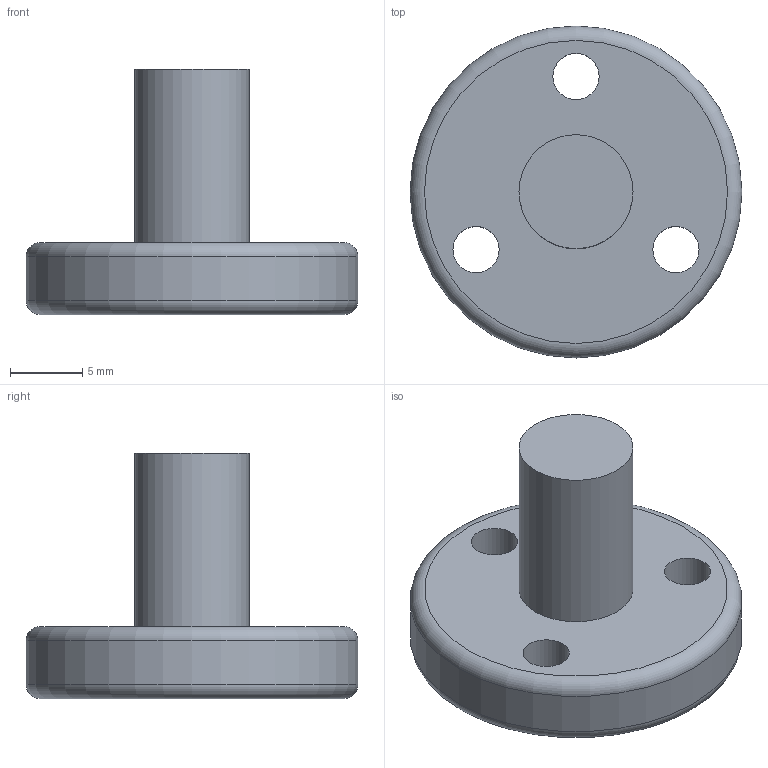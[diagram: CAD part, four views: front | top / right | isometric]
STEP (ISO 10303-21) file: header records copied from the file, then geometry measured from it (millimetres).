
FILE_DESCRIPTION(/* description */ (''),/* implementation_level */ '2;1');
FILE_NAME(/* name */ '5. Eixo de suporte.stp',/* time_stamp */ '2025-04-23T17:10:45-03:00',/* author */ ('erikg'),/* organization */ (''),/* preprocessor_version */ 'ST-DEVELOPER v20',/* originating_system */ 'Autodesk Inventor 2025',/* authorisation */ '');
FILE_SCHEMA (('AUTOMOTIVE_DESIGN { 1 0 10303 214 3 1 1 }'));
Length unit declared in the file: millimetre
Products named in the file (1): Eixo de suporte II
Bounding box: 23 x 23 x 17 mm (x, y, z)
Volume: 2514.5 mm3; surface area: 1529.7 mm2
Topology: 1 solids, 1 shells, 10 faces, 19 edges, 12 vertices
Faces by surface type: cylinder 5, plane 3, torus 2
Full cylindrical faces by diameter (mm): 3.2 x3, 7.9 x1, 23 x1
Entity records: 316 total; most frequent: DIRECTION 55, CARTESIAN_POINT 42, ORIENTED_EDGE 38, AXIS2_PLACEMENT_3D 25, EDGE_CURVE 19, EDGE_LOOP 17, CIRCLE 14, VERTEX_POINT 12
